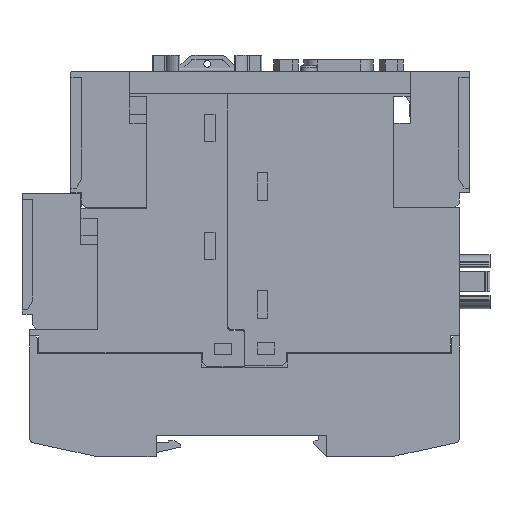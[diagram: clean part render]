
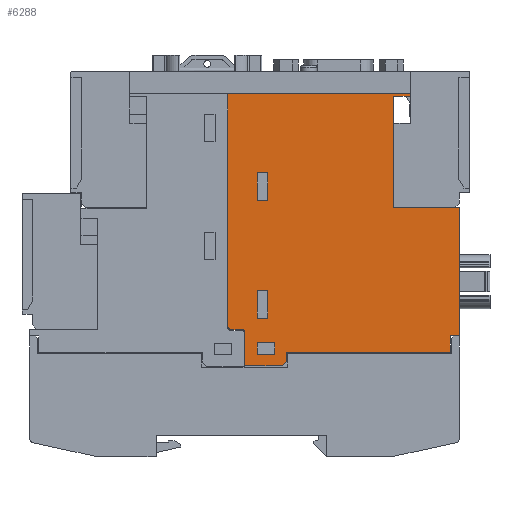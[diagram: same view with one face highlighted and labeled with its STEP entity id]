
A CAD part, left-side view. The second image highlights one B-rep face of the part: STEP entity #6288.
In plain terms, the highlighted planar face has unit normal (-1, 0, 0).
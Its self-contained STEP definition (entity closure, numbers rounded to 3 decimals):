
#6288=ADVANCED_FACE('',(#13296,#13297,#13298,#13299),#13300,.T.);
#13296=FACE_OUTER_BOUND('',#20919,.T.);
#13297=FACE_BOUND('',#20920,.T.);
#13298=FACE_BOUND('',#20921,.T.);
#13299=FACE_BOUND('',#20922,.T.);
#13300=PLANE('',#20923);
#20919=EDGE_LOOP('',(#40792,#40793,#40794,#40795,#40796,#40797,#40798,#40799,#40800,#40801,#40802,#40803,#40804,#40805,#40806,#40807,#40808,#40809));
#20920=EDGE_LOOP('',(#40810,#40811,#40812,#40813));
#20921=EDGE_LOOP('',(#40814,#40815,#40816,#40817));
#20922=EDGE_LOOP('',(#40818,#40819,#40820,#40821));
#20923=AXIS2_PLACEMENT_3D('',#40822,#40823,#40824);
#40792=ORIENTED_EDGE('',*,*,#53687,.F.);
#40793=ORIENTED_EDGE('',*,*,#53556,.F.);
#40794=ORIENTED_EDGE('',*,*,#53578,.F.);
#40795=ORIENTED_EDGE('',*,*,#53570,.F.);
#40796=ORIENTED_EDGE('',*,*,#53562,.F.);
#40797=ORIENTED_EDGE('',*,*,#53544,.F.);
#40798=ORIENTED_EDGE('',*,*,#53710,.F.);
#40799=ORIENTED_EDGE('',*,*,#53706,.F.);
#40800=ORIENTED_EDGE('',*,*,#50521,.F.);
#40801=ORIENTED_EDGE('',*,*,#53703,.F.);
#40802=ORIENTED_EDGE('',*,*,#53699,.F.);
#40803=ORIENTED_EDGE('',*,*,#51932,.F.);
#40804=ORIENTED_EDGE('',*,*,#51939,.F.);
#40805=ORIENTED_EDGE('',*,*,#49860,.F.);
#40806=ORIENTED_EDGE('',*,*,#49930,.F.);
#40807=ORIENTED_EDGE('',*,*,#53538,.F.);
#40808=ORIENTED_EDGE('',*,*,#53695,.F.);
#40809=ORIENTED_EDGE('',*,*,#53691,.F.);
#40810=ORIENTED_EDGE('',*,*,#53624,.T.);
#40811=ORIENTED_EDGE('',*,*,#53630,.T.);
#40812=ORIENTED_EDGE('',*,*,#53619,.T.);
#40813=ORIENTED_EDGE('',*,*,#53634,.T.);
#40814=ORIENTED_EDGE('',*,*,#53641,.T.);
#40815=ORIENTED_EDGE('',*,*,#53647,.T.);
#40816=ORIENTED_EDGE('',*,*,#53636,.T.);
#40817=ORIENTED_EDGE('',*,*,#53651,.T.);
#40818=ORIENTED_EDGE('',*,*,#53675,.T.);
#40819=ORIENTED_EDGE('',*,*,#53681,.T.);
#40820=ORIENTED_EDGE('',*,*,#53670,.T.);
#40821=ORIENTED_EDGE('',*,*,#53685,.T.);
#40822=CARTESIAN_POINT('',(0.085,36.414,54.066));
#40823=DIRECTION('',(-1.0,0.0,0.0));
#40824=DIRECTION('',(0.0,1.0,0.0));
#49860=EDGE_CURVE('',#61058,#61060,#61061,.T.);
#49930=EDGE_CURVE('',#61184,#61058,#61186,.T.);
#50521=EDGE_CURVE('',#62071,#62072,#62073,.T.);
#51932=EDGE_CURVE('',#64097,#64099,#64100,.T.);
#51939=EDGE_CURVE('',#61060,#64097,#64109,.T.);
#53538=EDGE_CURVE('',#66452,#61184,#66454,.T.);
#53544=EDGE_CURVE('',#66463,#66465,#66466,.T.);
#53556=EDGE_CURVE('',#66485,#66487,#66488,.T.);
#53562=EDGE_CURVE('',#66465,#66497,#66498,.T.);
#53570=EDGE_CURVE('',#66497,#66509,#66510,.T.);
#53578=EDGE_CURVE('',#66509,#66485,#66521,.T.);
#53619=EDGE_CURVE('',#66579,#66580,#66581,.T.);
#53624=EDGE_CURVE('',#66588,#66589,#66590,.T.);
#53630=EDGE_CURVE('',#66589,#66579,#66598,.T.);
#53634=EDGE_CURVE('',#66580,#66588,#66602,.T.);
#53636=EDGE_CURVE('',#66604,#66605,#66606,.T.);
#53641=EDGE_CURVE('',#66613,#66614,#66615,.T.);
#53647=EDGE_CURVE('',#66614,#66604,#66623,.T.);
#53651=EDGE_CURVE('',#66605,#66613,#66627,.T.);
#53670=EDGE_CURVE('',#66654,#66655,#66656,.T.);
#53675=EDGE_CURVE('',#66663,#66664,#66665,.T.);
#53681=EDGE_CURVE('',#66664,#66654,#66673,.T.);
#53685=EDGE_CURVE('',#66655,#66663,#66677,.T.);
#53687=EDGE_CURVE('',#66487,#66679,#66680,.T.);
#53691=EDGE_CURVE('',#66679,#66685,#66686,.T.);
#53695=EDGE_CURVE('',#66685,#66452,#66691,.T.);
#53699=EDGE_CURVE('',#64099,#66695,#66696,.T.);
#53703=EDGE_CURVE('',#66695,#62071,#66701,.T.);
#53706=EDGE_CURVE('',#62072,#66704,#66705,.T.);
#53710=EDGE_CURVE('',#66704,#66463,#66710,.T.);
#61058=VERTEX_POINT('',#77354);
#61060=VERTEX_POINT('',#77357);
#61061=LINE('',#77358,#77359);
#61184=VERTEX_POINT('',#77535);
#61186=LINE('',#77538,#77539);
#62071=VERTEX_POINT('',#78750);
#62072=VERTEX_POINT('',#78751);
#62073=LINE('',#78752,#78753);
#64097=VERTEX_POINT('',#81659);
#64099=VERTEX_POINT('',#81662);
#64100=LINE('',#81663,#81664);
#64109=LINE('',#81678,#81679);
#66452=VERTEX_POINT('',#85053);
#66454=LINE('',#85056,#85057);
#66463=VERTEX_POINT('',#85069);
#66465=VERTEX_POINT('',#85072);
#66466=LINE('',#85073,#85074);
#66485=VERTEX_POINT('',#85102);
#66487=VERTEX_POINT('',#85105);
#66488=LINE('',#85106,#85107);
#66497=VERTEX_POINT('',#85120);
#66498=LINE('',#85121,#85122);
#66509=VERTEX_POINT('',#85138);
#66510=LINE('',#85139,#85140);
#66521=LINE('',#85156,#85157);
#66579=VERTEX_POINT('',#85243);
#66580=VERTEX_POINT('',#85244);
#66581=LINE('',#85245,#85246);
#66588=VERTEX_POINT('',#85256);
#66589=VERTEX_POINT('',#85257);
#66590=LINE('',#85258,#85259);
#66598=LINE('',#85271,#85272);
#66602=LINE('',#85277,#85278);
#66604=VERTEX_POINT('',#85280);
#66605=VERTEX_POINT('',#85281);
#66606=LINE('',#85282,#85283);
#66613=VERTEX_POINT('',#85293);
#66614=VERTEX_POINT('',#85294);
#66615=LINE('',#85295,#85296);
#66623=LINE('',#85308,#85309);
#66627=LINE('',#85314,#85315);
#66654=VERTEX_POINT('',#85354);
#66655=VERTEX_POINT('',#85355);
#66656=LINE('',#85356,#85357);
#66663=VERTEX_POINT('',#85367);
#66664=VERTEX_POINT('',#85368);
#66665=LINE('',#85369,#85370);
#66673=LINE('',#85382,#85383);
#66677=LINE('',#85388,#85389);
#66679=VERTEX_POINT('',#85391);
#66680=CIRCLE('',#85392,0.5);
#66685=VERTEX_POINT('',#85398);
#66686=LINE('',#85399,#85400);
#66691=CIRCLE('',#85407,1.);
#66695=VERTEX_POINT('',#85412);
#66696=LINE('',#85413,#85414);
#66701=LINE('',#85421,#85422);
#66704=VERTEX_POINT('',#85426);
#66705=LINE('',#85427,#85428);
#66710=LINE('',#85435,#85436);
#77354=CARTESIAN_POINT('',(0.085,18.88,86.2));
#77357=CARTESIAN_POINT('',(0.085,18.88,85.9));
#77358=CARTESIAN_POINT('',(0.085,18.88,86.2));
#77359=VECTOR('',#93396,1.0);
#77535=CARTESIAN_POINT('',(0.085,62.33,86.2));
#77538=CARTESIAN_POINT('',(0.085,62.33,86.2));
#77539=VECTOR('',#93478,1.0);
#78750=CARTESIAN_POINT('',(0.085,7.33,59.2));
#78751=CARTESIAN_POINT('',(0.085,7.33,28.8));
#78752=CARTESIAN_POINT('',(0.085,7.33,59.2));
#78753=VECTOR('',#94129,1.0);
#81659=CARTESIAN_POINT('',(0.085,19.18,85.6));
#81662=CARTESIAN_POINT('',(0.085,22.93,85.6));
#81663=CARTESIAN_POINT('',(0.085,19.18,85.6));
#81664=VECTOR('',#95451,1.0);
#81678=CARTESIAN_POINT('',(0.085,18.88,85.9));
#81679=VECTOR('',#95457,1.0);
#85053=CARTESIAN_POINT('',(0.085,62.33,31.2));
#85056=CARTESIAN_POINT('',(0.085,62.33,31.2));
#85057=VECTOR('',#96958,1.0);
#85069=CARTESIAN_POINT('',(0.085,9.43,24.8));
#85072=CARTESIAN_POINT('',(0.085,48.33,24.8));
#85073=CARTESIAN_POINT('',(0.085,9.43,24.8));
#85074=VECTOR('',#96963,1.0);
#85102=CARTESIAN_POINT('',(0.085,58.33,21.6));
#85105=CARTESIAN_POINT('',(0.085,58.33,29.7));
#85106=CARTESIAN_POINT('',(0.085,58.33,21.6));
#85107=VECTOR('',#96974,1.0);
#85120=CARTESIAN_POINT('',(0.085,48.33,22.6));
#85121=CARTESIAN_POINT('',(0.085,48.33,24.8));
#85122=VECTOR('',#96979,1.0);
#85138=CARTESIAN_POINT('',(0.085,49.33,21.6));
#85139=CARTESIAN_POINT('',(0.085,48.33,22.6));
#85140=VECTOR('',#96985,1.0);
#85156=CARTESIAN_POINT('',(0.085,49.33,21.6));
#85157=VECTOR('',#96991,1.0);
#85243=CARTESIAN_POINT('',(0.085,55.33,60.95));
#85244=CARTESIAN_POINT('',(0.085,55.33,67.45));
#85245=CARTESIAN_POINT('',(0.085,55.33,59.133));
#85246=VECTOR('',#97020,1.0);
#85256=CARTESIAN_POINT('',(0.085,52.83,67.45));
#85257=CARTESIAN_POINT('',(0.085,52.83,60.95));
#85258=CARTESIAN_POINT('',(0.085,52.83,59.133));
#85259=VECTOR('',#97024,1.0);
#85271=CARTESIAN_POINT('',(0.085,45.247,60.95));
#85272=VECTOR('',#97029,1.0);
#85277=CARTESIAN_POINT('',(0.085,45.247,67.45));
#85278=VECTOR('',#97031,1.0);
#85280=CARTESIAN_POINT('',(0.085,55.33,32.95));
#85281=CARTESIAN_POINT('',(0.085,55.33,39.45));
#85282=CARTESIAN_POINT('',(0.085,55.33,45.133));
#85283=VECTOR('',#97032,1.0);
#85293=CARTESIAN_POINT('',(0.085,52.83,39.45));
#85294=CARTESIAN_POINT('',(0.085,52.83,32.95));
#85295=CARTESIAN_POINT('',(0.085,52.83,45.133));
#85296=VECTOR('',#97036,1.0);
#85308=CARTESIAN_POINT('',(0.085,45.247,32.95));
#85309=VECTOR('',#97041,1.0);
#85314=CARTESIAN_POINT('',(0.085,45.247,39.45));
#85315=VECTOR('',#97043,1.0);
#85354=CARTESIAN_POINT('',(0.085,55.33,24.3));
#85355=CARTESIAN_POINT('',(0.085,55.33,27.1));
#85356=CARTESIAN_POINT('',(0.085,55.33,39.883));
#85357=VECTOR('',#97056,1.0);
#85367=CARTESIAN_POINT('',(0.085,51.13,27.1));
#85368=CARTESIAN_POINT('',(0.085,51.13,24.3));
#85369=CARTESIAN_POINT('',(0.085,51.13,39.883));
#85370=VECTOR('',#97060,1.0);
#85382=CARTESIAN_POINT('',(0.085,44.822,24.3));
#85383=VECTOR('',#97065,1.0);
#85388=CARTESIAN_POINT('',(0.085,44.822,27.1));
#85389=VECTOR('',#97067,1.0);
#85391=CARTESIAN_POINT('',(0.085,58.83,30.2));
#85392=AXIS2_PLACEMENT_3D('',#97068,#97069,#97070);
#85398=CARTESIAN_POINT('',(0.085,61.33,30.2));
#85399=CARTESIAN_POINT('',(0.085,58.83,30.2));
#85400=VECTOR('',#97075,1.0);
#85407=AXIS2_PLACEMENT_3D('',#97078,#97079,#97080);
#85412=CARTESIAN_POINT('',(0.085,22.93,59.2));
#85413=CARTESIAN_POINT('',(0.085,22.93,85.6));
#85414=VECTOR('',#97085,1.0);
#85421=CARTESIAN_POINT('',(0.085,22.93,59.2));
#85422=VECTOR('',#97088,1.0);
#85426=CARTESIAN_POINT('',(0.085,9.43,28.8));
#85427=CARTESIAN_POINT('',(0.085,7.33,28.8));
#85428=VECTOR('',#97090,1.0);
#85435=CARTESIAN_POINT('',(0.085,9.43,28.8));
#85436=VECTOR('',#97093,1.0);
#93396=DIRECTION('',(0.0,0.0,-1.0));
#93478=DIRECTION('',(0.0,-1.0,0.0));
#94129=DIRECTION('',(0.0,0.0,-1.0));
#95451=DIRECTION('',(0.0,1.0,0.0));
#95457=DIRECTION('',(0.0,0.707,-0.707));
#96958=DIRECTION('',(0.0,0.0,1.0));
#96963=DIRECTION('',(0.0,1.0,0.0));
#96974=DIRECTION('',(0.0,0.0,1.0));
#96979=DIRECTION('',(0.0,0.0,-1.0));
#96985=DIRECTION('',(0.0,0.707,-0.707));
#96991=DIRECTION('',(0.0,1.0,0.0));
#97020=DIRECTION('',(0.0,0.0,1.0));
#97024=DIRECTION('',(0.0,0.0,-1.0));
#97029=DIRECTION('',(0.0,1.0,0.0));
#97031=DIRECTION('',(0.0,-1.0,0.0));
#97032=DIRECTION('',(0.0,0.0,1.0));
#97036=DIRECTION('',(0.0,0.0,-1.0));
#97041=DIRECTION('',(0.0,1.0,0.0));
#97043=DIRECTION('',(0.0,-1.0,0.0));
#97056=DIRECTION('',(0.0,0.0,1.0));
#97060=DIRECTION('',(0.0,0.0,-1.0));
#97065=DIRECTION('',(0.0,1.0,0.0));
#97067=DIRECTION('',(0.0,-1.0,0.0));
#97068=CARTESIAN_POINT('',(0.085,58.83,29.7));
#97069=DIRECTION('',(-1.0,0.0,0.0));
#97070=DIRECTION('',(0.0,-1.0,0.));
#97075=DIRECTION('',(0.0,1.0,0.0));
#97078=CARTESIAN_POINT('',(0.085,61.33,31.2));
#97079=DIRECTION('',(1.0,0.0,0.0));
#97080=DIRECTION('',(0.0,1.0,0.));
#97085=DIRECTION('',(0.0,0.0,-1.0));
#97088=DIRECTION('',(0.0,-1.0,0.0));
#97090=DIRECTION('',(0.0,1.0,0.0));
#97093=DIRECTION('',(0.0,0.0,-1.0));
